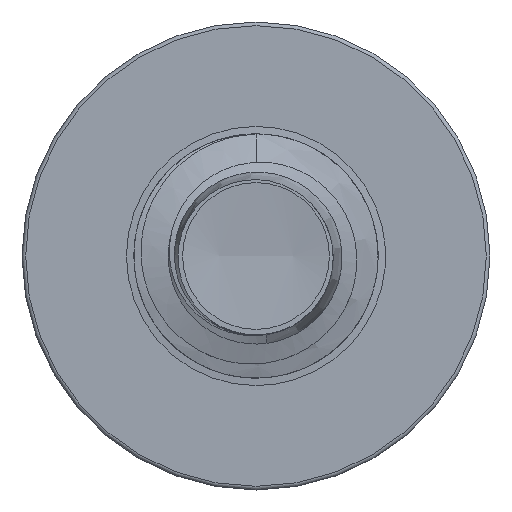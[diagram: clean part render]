
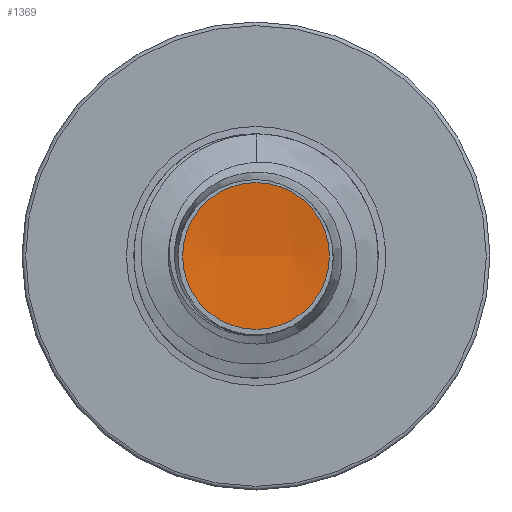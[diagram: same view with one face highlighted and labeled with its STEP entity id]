
A CAD part, front view. The second image highlights one B-rep face of the part: STEP entity #1369.
In plain terms, the highlighted spherical face has radius 2.4 mm.
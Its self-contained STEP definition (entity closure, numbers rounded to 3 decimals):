
#15=SPHERICAL_SURFACE('',#1490,2.4);
#115=FACE_OUTER_BOUND('',#195,.T.);
#195=EDGE_LOOP('',(#1087));
#261=CIRCLE('',#1489,0.361);
#615=VERTEX_POINT('',#12000);
#795=EDGE_CURVE('',#615,#615,#261,.T.);
#1087=ORIENTED_EDGE('',*,*,#795,.T.);
#1369=ADVANCED_FACE('',(#115),#15,.F.);
#1489=AXIS2_PLACEMENT_3D('',#12001,#1692,#1693);
#1490=AXIS2_PLACEMENT_3D('',#14732,#1695,#1696);
#1692=DIRECTION('center_axis',(0.,-1.,0.));
#1693=DIRECTION('ref_axis',(0.,0.,-1.));
#1695=DIRECTION('center_axis',(0.,0.,-1.));
#1696=DIRECTION('ref_axis',(1.,0.,0.));
#12000=CARTESIAN_POINT('',(0.,-3.5,-0.361));
#12001=CARTESIAN_POINT('Origin',(0.,-3.5,0.));
#14732=CARTESIAN_POINT('Origin',(0.,-5.873,
0.));
